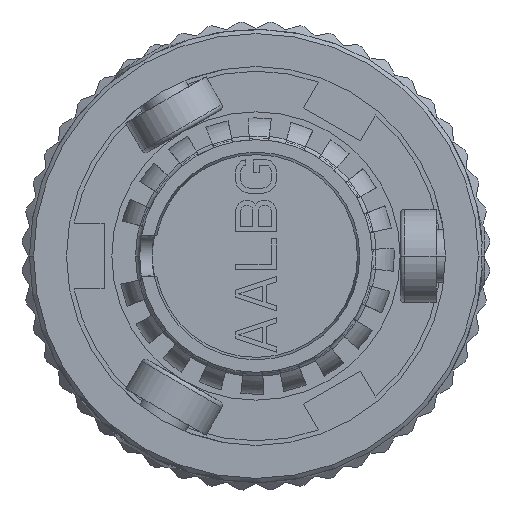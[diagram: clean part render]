
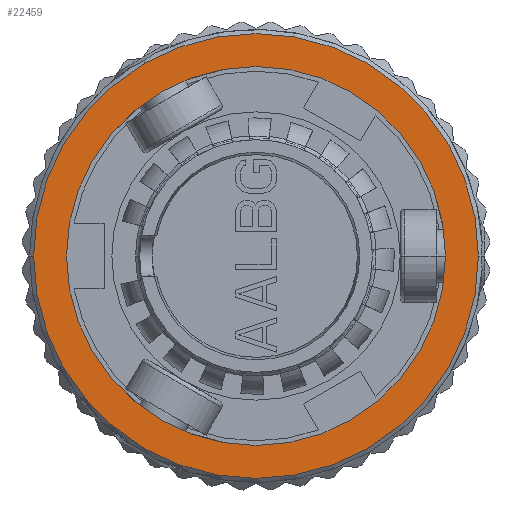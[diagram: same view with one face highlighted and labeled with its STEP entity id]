
A CAD part, left-side view. The second image highlights one B-rep face of the part: STEP entity #22459.
In plain terms, the highlighted planar face has unit normal (-1, 0, 0).
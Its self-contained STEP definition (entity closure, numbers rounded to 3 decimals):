
#3297=CARTESIAN_POINT('',(3.89,10.022,-14.374));
#3298=DIRECTION('',(1.,0.,0.));
#3299=DIRECTION('',(0.,1.,0.));
#3300=AXIS2_PLACEMENT_3D('',#3297,#3298,#3299);
#3302=CARTESIAN_POINT('',(3.89,10.022,-14.374));
#3303=DIRECTION('',(1.,0.,0.));
#3304=DIRECTION('',(0.,-1.,0.));
#3305=AXIS2_PLACEMENT_3D('',#3302,#3303,#3304);
#3307=CARTESIAN_POINT('',(3.89,10.022,-14.374));
#3308=DIRECTION('',(-1.,0.,0.));
#3309=DIRECTION('',(0.,1.,0.));
#3310=AXIS2_PLACEMENT_3D('',#3307,#3308,#3309);
#3312=CARTESIAN_POINT('',(3.89,10.022,-14.374));
#3313=DIRECTION('',(-1.,0.,0.));
#3314=DIRECTION('',(0.,-1.,0.));
#3315=AXIS2_PLACEMENT_3D('',#3312,#3313,#3314);
#15872=CARTESIAN_POINT('',(3.89,19.222,-14.374));
#15873=CARTESIAN_POINT('',(3.89,0.822,-14.374));
#15874=VERTEX_POINT('',#15872);
#15875=VERTEX_POINT('',#15873);
#15876=CARTESIAN_POINT('',(3.89,20.822,-14.374));
#15877=CARTESIAN_POINT('',(3.89,-0.778,-14.374));
#15878=VERTEX_POINT('',#15876);
#15879=VERTEX_POINT('',#15877);
#22444=CARTESIAN_POINT('',(3.89,10.022,-14.374));
#22445=DIRECTION('',(-1.,0.,0.));
#22446=DIRECTION('',(0.,1.,0.));
#22447=AXIS2_PLACEMENT_3D('',#22444,#22445,#22446);
#22448=PLANE('774',#22447);
#22449=ORIENTED_EDGE('2690',*,*,#22065,.T.);
#22450=ORIENTED_EDGE('2691',*,*,#22034,.T.);
#22451=EDGE_LOOP('774',(#22449,#22450));
#22452=FACE_OUTER_BOUND('774',#22451,.F.);
#22454=ORIENTED_EDGE('2688',*,*,#22453,.T.);
#22456=ORIENTED_EDGE('2689',*,*,#22455,.T.);
#22457=EDGE_LOOP('774',(#22454,#22456));
#22458=FACE_BOUND('774',#22457,.F.);
#3301=CIRCLE('2690',#3300,10.8);
#3306=CIRCLE('2691',#3305,10.8);
#3311=CIRCLE('2688',#3310,9.2);
#3316=CIRCLE('2689',#3315,9.2);
#22034=EDGE_CURVE('2691',#15879,#15878,#3306,.T.);
#22065=EDGE_CURVE('2690',#15878,#15879,#3301,.T.);
#22453=EDGE_CURVE('2688',#15874,#15875,#3311,.T.);
#22455=EDGE_CURVE('2689',#15875,#15874,#3316,.T.);
#22459=ADVANCED_FACE('774',(#22452,#22458),#22448,.T.);
